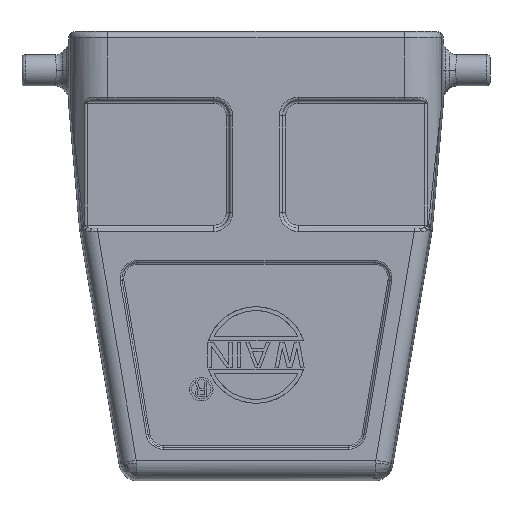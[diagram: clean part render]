
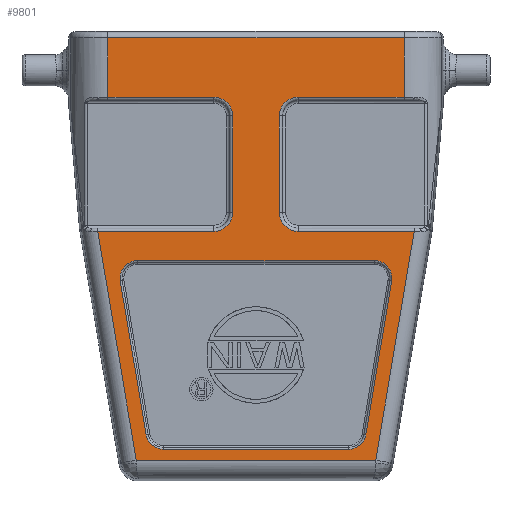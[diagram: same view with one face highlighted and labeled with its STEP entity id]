
A CAD part, front view. The second image highlights one B-rep face of the part: STEP entity #9801.
In plain terms, the highlighted planar face has unit normal (0, -1, 0).
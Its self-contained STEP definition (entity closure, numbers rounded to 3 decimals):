
#332=DIRECTION('',(1.,0.,0.));
#333=VECTOR('',#332,38.375);
#334=CARTESIAN_POINT('',(-19.188,-21.5,
-68.677));
#335=LINE('',#334,#333);
#374=CARTESIAN_POINT('',(6.75,-21.5,-13.5));
#375=DIRECTION('',(0.,-1.,0.));
#376=DIRECTION('',(0.,0.,1.));
#377=AXIS2_PLACEMENT_3D('',#374,#375,#376);
#379=CARTESIAN_POINT('',(6.75,-21.5,-29.));
#380=DIRECTION('',(0.,-1.,0.));
#381=DIRECTION('',(-1.,0.,0.));
#382=AXIS2_PLACEMENT_3D('',#379,#380,#381);
#384=DIRECTION('',(-0.166,0.,-0.986));
#385=VECTOR('',#384,37.191);
#386=CARTESIAN_POINT('',(25.352,-21.5,-32.));
#387=LINE('',#386,#385);
#388=DIRECTION('',(-0.166,0.,0.986));
#389=VECTOR('',#388,37.193);
#390=CARTESIAN_POINT('',(-19.188,-21.5,
-68.677));
#391=LINE('',#390,#389);
#392=CARTESIAN_POINT('',(-6.75,-21.5,-29.));
#393=DIRECTION('',(0.,-1.,0.));
#394=DIRECTION('',(0.,0.,-1.));
#395=AXIS2_PLACEMENT_3D('',#392,#393,#394);
#397=CARTESIAN_POINT('',(-6.75,-21.5,-13.5));
#398=DIRECTION('',(0.,-1.,0.));
#399=DIRECTION('',(1.,0.,0.));
#400=AXIS2_PLACEMENT_3D('',#397,#398,#399);
#402=CARTESIAN_POINT('',(14.838,-21.5,-64.125));
#403=DIRECTION('',(0.,-1.,0.));
#404=DIRECTION('',(0.,0.,-1.));
#405=AXIS2_PLACEMENT_3D('',#402,#403,#404);
#407=DIRECTION('',(0.166,0.,0.986));
#408=VECTOR('',#407,24.97);
#409=CARTESIAN_POINT('',(17.599,-21.5,-64.589));
#410=LINE('',#409,#408);
#411=CARTESIAN_POINT('',(18.977,-21.5,-39.5));
#412=DIRECTION('',(0.,-1.,0.));
#413=DIRECTION('',(0.986,0.,-0.166));
#414=AXIS2_PLACEMENT_3D('',#411,#412,#413);
#416=CARTESIAN_POINT('',(-18.987,-21.5,-39.5));
#417=DIRECTION('',(0.,-1.,0.));
#418=DIRECTION('',(0.,0.,1.));
#419=AXIS2_PLACEMENT_3D('',#416,#417,#418);
#421=DIRECTION('',(0.166,0.,-0.986));
#422=VECTOR('',#421,24.971);
#423=CARTESIAN_POINT('',(-21.748,-21.5,-39.965));
#424=LINE('',#423,#422);
#425=CARTESIAN_POINT('',(-14.84,-21.5,
-64.125));
#426=DIRECTION('',(0.,-1.,0.));
#427=DIRECTION('',(-0.986,0.,-0.166));
#428=AXIS2_PLACEMENT_3D('',#425,#426,#427);
#434=DIRECTION('',(1.,0.,0.));
#435=VECTOR('',#434,16.979);
#436=CARTESIAN_POINT('',(-23.729,-21.5,-10.5));
#437=LINE('',#436,#435);
#570=DIRECTION('',(-1.,0.,0.));
#571=VECTOR('',#570,18.615);
#572=CARTESIAN_POINT('',(-6.75,-21.5,
-32.));
#573=LINE('',#572,#571);
#624=DIRECTION('',(0.,0.,-1.));
#625=VECTOR('',#624,15.5);
#626=CARTESIAN_POINT('',(-3.75,-21.5,-13.5));
#627=LINE('',#626,#625);
#999=DIRECTION('',(0.,0.,1.));
#1000=VECTOR('',#999,9.5);
#1001=CARTESIAN_POINT('',(23.729,-21.5,-10.5));
#1002=LINE('',#1001,#1000);
#1026=DIRECTION('',(1.,0.,0.));
#1027=VECTOR('',#1026,16.979);
#1028=CARTESIAN_POINT('',(6.75,-21.5,-10.5));
#1029=LINE('',#1028,#1027);
#1241=DIRECTION('',(-1.,0.,0.));
#1242=VECTOR('',#1241,18.602);
#1243=CARTESIAN_POINT('',(25.352,-21.5,
-32.));
#1244=LINE('',#1243,#1242);
#1272=DIRECTION('',(0.,0.,1.));
#1273=VECTOR('',#1272,15.5);
#1274=CARTESIAN_POINT('',(3.75,-21.5,-29.));
#1275=LINE('',#1274,#1273);
#1348=DIRECTION('',(-1.,0.,0.));
#1349=VECTOR('',#1348,47.457);
#1350=CARTESIAN_POINT('',(23.729,-21.5,-1.));
#1351=LINE('',#1350,#1349);
#1413=DIRECTION('',(0.,0.,-1.));
#1414=VECTOR('',#1413,9.5);
#1415=CARTESIAN_POINT('',(-23.729,-21.5,-1.));
#1416=LINE('',#1415,#1414);
#6446=DIRECTION('',(-1.,0.,0.));
#6447=VECTOR('',#6446,29.678);
#6448=CARTESIAN_POINT('',(14.838,-21.5,
-66.925));
#6449=LINE('',#6448,#6447);
#6546=DIRECTION('',(1.,0.,0.));
#6547=VECTOR('',#6546,37.964);
#6548=CARTESIAN_POINT('',(-18.987,-21.5,-36.7));
#6549=LINE('',#6548,#6547);
#7767=CARTESIAN_POINT('',(19.187,-21.5,-68.677));
#7768=VERTEX_POINT('',#7767);
#7769=CARTESIAN_POINT('',(25.352,-21.5,
-32.));
#7770=VERTEX_POINT('',#7769);
#7774=CARTESIAN_POINT('',(-19.188,-21.5,
-68.677));
#7775=VERTEX_POINT('',#7774);
#7777=CARTESIAN_POINT('',(-23.729,-21.5,-10.5));
#7778=CARTESIAN_POINT('',(-6.75,-21.5,-10.5));
#7779=VERTEX_POINT('',#7777);
#7780=VERTEX_POINT('',#7778);
#7781=CARTESIAN_POINT('',(-23.729,-21.5,-1.));
#7782=VERTEX_POINT('',#7781);
#7783=CARTESIAN_POINT('',(23.729,-21.5,-1.));
#7784=VERTEX_POINT('',#7783);
#7785=CARTESIAN_POINT('',(23.729,-21.5,-10.5));
#7786=VERTEX_POINT('',#7785);
#7787=CARTESIAN_POINT('',(6.75,-21.5,-10.5));
#7788=VERTEX_POINT('',#7787);
#7789=CARTESIAN_POINT('',(3.75,-21.5,-13.5));
#7790=VERTEX_POINT('',#7789);
#7791=CARTESIAN_POINT('',(3.75,-21.5,-29.));
#7792=VERTEX_POINT('',#7791);
#7793=CARTESIAN_POINT('',(6.75,-21.5,-32.));
#7794=VERTEX_POINT('',#7793);
#7795=CARTESIAN_POINT('',(-25.365,-21.5,
-32.));
#7796=VERTEX_POINT('',#7795);
#7797=CARTESIAN_POINT('',(-6.75,-21.5,
-32.));
#7798=VERTEX_POINT('',#7797);
#7799=CARTESIAN_POINT('',(-3.75,-21.5,-28.999));
#7800=VERTEX_POINT('',#7799);
#7801=CARTESIAN_POINT('',(-3.75,-21.5,-13.5));
#7802=VERTEX_POINT('',#7801);
#7803=CARTESIAN_POINT('',(14.838,-21.5,
-66.925));
#7804=CARTESIAN_POINT('',(-14.84,-21.5,
-66.925));
#7805=VERTEX_POINT('',#7803);
#7806=VERTEX_POINT('',#7804);
#7807=CARTESIAN_POINT('',(17.599,-21.5,
-64.589));
#7808=VERTEX_POINT('',#7807);
#7809=CARTESIAN_POINT('',(21.738,-21.5,-39.964));
#7810=VERTEX_POINT('',#7809);
#7811=CARTESIAN_POINT('',(18.977,-21.5,-36.7));
#7812=VERTEX_POINT('',#7811);
#7813=CARTESIAN_POINT('',(-18.987,-21.5,-36.7));
#7814=VERTEX_POINT('',#7813);
#7815=CARTESIAN_POINT('',(-21.748,-21.5,-39.965));
#7816=VERTEX_POINT('',#7815);
#7817=CARTESIAN_POINT('',(-17.601,-21.5,-64.59));
#7818=VERTEX_POINT('',#7817);
#9746=CARTESIAN_POINT('',(0.,-21.5,0.));
#9747=DIRECTION('',(0.,1.,0.));
#9748=DIRECTION('',(1.,0.,0.));
#9749=AXIS2_PLACEMENT_3D('',#9746,#9747,#9748);
#9750=PLANE('',#9749);
#9752=ORIENTED_EDGE('',*,*,#9751,.F.);
#9754=ORIENTED_EDGE('',*,*,#9753,.F.);
#9756=ORIENTED_EDGE('',*,*,#9755,.F.);
#9758=ORIENTED_EDGE('',*,*,#9757,.F.);
#9760=ORIENTED_EDGE('',*,*,#9759,.F.);
#9762=ORIENTED_EDGE('',*,*,#9761,.T.);
#9764=ORIENTED_EDGE('',*,*,#9763,.F.);
#9766=ORIENTED_EDGE('',*,*,#9765,.T.);
#9768=ORIENTED_EDGE('',*,*,#9767,.F.);
#9769=ORIENTED_EDGE('',*,*,#9691,.T.);
#9770=ORIENTED_EDGE('',*,*,#9733,.F.);
#9772=ORIENTED_EDGE('',*,*,#9771,.T.);
#9774=ORIENTED_EDGE('',*,*,#9773,.F.);
#9776=ORIENTED_EDGE('',*,*,#9775,.T.);
#9778=ORIENTED_EDGE('',*,*,#9777,.F.);
#9780=ORIENTED_EDGE('',*,*,#9779,.T.);
#9781=EDGE_LOOP('',(#9752,#9754,#9756,#9758,#9760,#9762,#9764,#9766,#9768,#9769,
#9770,#9772,#9774,#9776,#9778,#9780));
#9782=FACE_OUTER_BOUND('',#9781,.F.);
#9784=ORIENTED_EDGE('',*,*,#9783,.F.);
#9786=ORIENTED_EDGE('',*,*,#9785,.T.);
#9788=ORIENTED_EDGE('',*,*,#9787,.T.);
#9790=ORIENTED_EDGE('',*,*,#9789,.T.);
#9792=ORIENTED_EDGE('',*,*,#9791,.F.);
#9794=ORIENTED_EDGE('',*,*,#9793,.T.);
#9796=ORIENTED_EDGE('',*,*,#9795,.T.);
#9798=ORIENTED_EDGE('',*,*,#9797,.T.);
#9799=EDGE_LOOP('',(#9784,#9786,#9788,#9790,#9792,#9794,#9796,#9798));
#9800=FACE_BOUND('',#9799,.F.);
#378=CIRCLE('',#377,3.);
#383=CIRCLE('',#382,3.);
#396=CIRCLE('',#395,3.);
#401=CIRCLE('',#400,3.);
#406=CIRCLE('',#405,2.8);
#415=CIRCLE('',#414,2.8);
#420=CIRCLE('',#419,2.8);
#429=CIRCLE('',#428,2.8);
#9691=EDGE_CURVE('',#7770,#7768,#387,.T.);
#9733=EDGE_CURVE('',#7775,#7768,#335,.T.);
#9751=EDGE_CURVE('',#7779,#7780,#437,.T.);
#9753=EDGE_CURVE('',#7782,#7779,#1416,.T.);
#9755=EDGE_CURVE('',#7784,#7782,#1351,.T.);
#9757=EDGE_CURVE('',#7786,#7784,#1002,.T.);
#9759=EDGE_CURVE('',#7788,#7786,#1029,.T.);
#9761=EDGE_CURVE('',#7788,#7790,#378,.T.);
#9763=EDGE_CURVE('',#7792,#7790,#1275,.T.);
#9765=EDGE_CURVE('',#7792,#7794,#383,.T.);
#9767=EDGE_CURVE('',#7770,#7794,#1244,.T.);
#9771=EDGE_CURVE('',#7775,#7796,#391,.T.);
#9773=EDGE_CURVE('',#7798,#7796,#573,.T.);
#9775=EDGE_CURVE('',#7798,#7800,#396,.T.);
#9777=EDGE_CURVE('',#7802,#7800,#627,.T.);
#9779=EDGE_CURVE('',#7802,#7780,#401,.T.);
#9783=EDGE_CURVE('',#7805,#7806,#6449,.T.);
#9785=EDGE_CURVE('',#7805,#7808,#406,.T.);
#9787=EDGE_CURVE('',#7808,#7810,#410,.T.);
#9789=EDGE_CURVE('',#7810,#7812,#415,.T.);
#9791=EDGE_CURVE('',#7814,#7812,#6549,.T.);
#9793=EDGE_CURVE('',#7814,#7816,#420,.T.);
#9795=EDGE_CURVE('',#7816,#7818,#424,.T.);
#9797=EDGE_CURVE('',#7818,#7806,#429,.T.);
#9801=ADVANCED_FACE('',(#9782,#9800),#9750,.F.);
